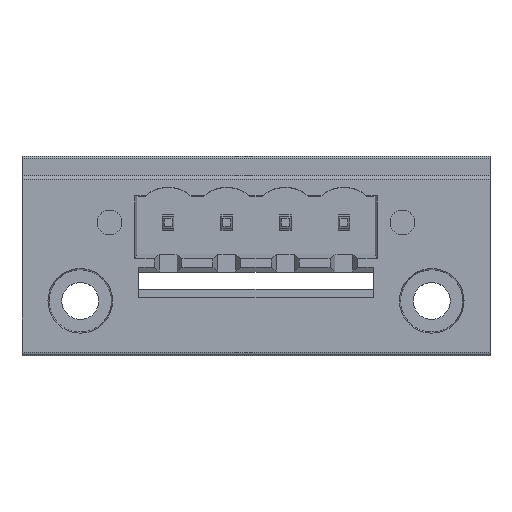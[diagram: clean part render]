
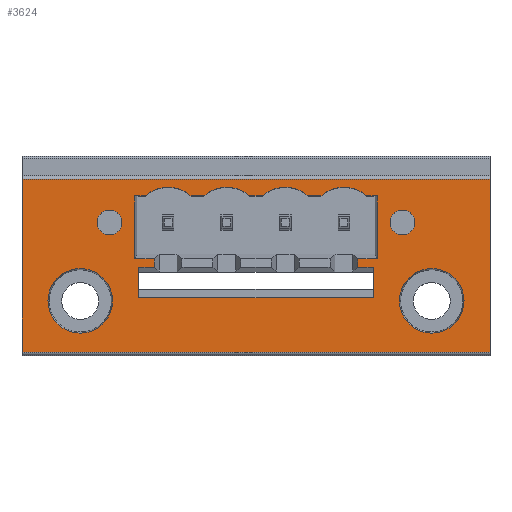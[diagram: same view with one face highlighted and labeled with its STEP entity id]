
A CAD part, top view. The second image highlights one B-rep face of the part: STEP entity #3624.
In plain terms, the highlighted planar face has unit normal (0, 0, 1).
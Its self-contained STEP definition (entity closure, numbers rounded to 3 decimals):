
#92=CIRCLE('',#3857,3.);
#98=CIRCLE('',#3870,3.);
#99=CIRCLE('',#3871,3.);
#100=CIRCLE('',#3872,3.);
#101=CIRCLE('',#3873,2.8);
#102=CIRCLE('',#3874,1.075);
#103=CIRCLE('',#3875,1.075);
#104=CIRCLE('',#3876,2.8);
#387=ORIENTED_EDGE('',*,*,#1360,.T.);
#388=ORIENTED_EDGE('',*,*,#1361,.F.);
#389=ORIENTED_EDGE('',*,*,#1362,.T.);
#390=ORIENTED_EDGE('',*,*,#1363,.T.);
#391=ORIENTED_EDGE('',*,*,#1364,.T.);
#392=ORIENTED_EDGE('',*,*,#1365,.T.);
#393=ORIENTED_EDGE('',*,*,#1366,.T.);
#394=ORIENTED_EDGE('',*,*,#1367,.T.);
#395=ORIENTED_EDGE('',*,*,#1368,.T.);
#396=ORIENTED_EDGE('',*,*,#1369,.T.);
#397=ORIENTED_EDGE('',*,*,#1370,.T.);
#398=ORIENTED_EDGE('',*,*,#1371,.T.);
#399=ORIENTED_EDGE('',*,*,#1372,.F.);
#400=ORIENTED_EDGE('',*,*,#1373,.F.);
#401=ORIENTED_EDGE('',*,*,#1374,.F.);
#402=ORIENTED_EDGE('',*,*,#1375,.T.);
#403=ORIENTED_EDGE('',*,*,#1376,.F.);
#404=ORIENTED_EDGE('',*,*,#1377,.F.);
#405=ORIENTED_EDGE('',*,*,#1378,.T.);
#406=ORIENTED_EDGE('',*,*,#1379,.T.);
#407=ORIENTED_EDGE('',*,*,#1380,.T.);
#408=ORIENTED_EDGE('',*,*,#1381,.T.);
#409=ORIENTED_EDGE('',*,*,#1318,.T.);
#410=ORIENTED_EDGE('',*,*,#1316,.T.);
#411=ORIENTED_EDGE('',*,*,#1382,.T.);
#412=ORIENTED_EDGE('',*,*,#1383,.T.);
#413=ORIENTED_EDGE('',*,*,#1384,.T.);
#414=ORIENTED_EDGE('',*,*,#1385,.T.);
#1316=EDGE_CURVE('',#1809,#1808,#2161,.T.);
#1318=EDGE_CURVE('',#1810,#1809,#92,.T.);
#1360=EDGE_CURVE('',#1843,#1844,#2199,.T.);
#1361=EDGE_CURVE('',#1845,#1844,#2200,.T.);
#1362=EDGE_CURVE('',#1845,#1846,#2201,.T.);
#1363=EDGE_CURVE('',#1846,#1843,#2202,.T.);
#1364=EDGE_CURVE('',#1808,#1847,#98,.T.);
#1365=EDGE_CURVE('',#1847,#1848,#2203,.T.);
#1366=EDGE_CURVE('',#1848,#1849,#99,.T.);
#1367=EDGE_CURVE('',#1849,#1850,#2204,.T.);
#1368=EDGE_CURVE('',#1850,#1851,#100,.T.);
#1369=EDGE_CURVE('',#1851,#1852,#2205,.T.);
#1370=EDGE_CURVE('',#1852,#1853,#2206,.T.);
#1371=EDGE_CURVE('',#1853,#1854,#2207,.T.);
#1372=EDGE_CURVE('',#1855,#1854,#2208,.T.);
#1373=EDGE_CURVE('',#1856,#1855,#2209,.T.);
#1374=EDGE_CURVE('',#1857,#1856,#2210,.T.);
#1375=EDGE_CURVE('',#1857,#1858,#2211,.T.);
#1376=EDGE_CURVE('',#1859,#1858,#2212,.T.);
#1377=EDGE_CURVE('',#1860,#1859,#2213,.T.);
#1378=EDGE_CURVE('',#1860,#1861,#2214,.T.);
#1379=EDGE_CURVE('',#1861,#1862,#2215,.T.);
#1380=EDGE_CURVE('',#1862,#1863,#2216,.T.);
#1381=EDGE_CURVE('',#1863,#1810,#2217,.T.);
#1382=EDGE_CURVE('',#1864,#1864,#101,.T.);
#1383=EDGE_CURVE('',#1865,#1865,#102,.T.);
#1384=EDGE_CURVE('',#1866,#1866,#103,.T.);
#1385=EDGE_CURVE('',#1867,#1867,#104,.T.);
#1808=VERTEX_POINT('',#5348);
#1809=VERTEX_POINT('',#5350);
#1810=VERTEX_POINT('',#5354);
#1843=VERTEX_POINT('',#5436);
#1844=VERTEX_POINT('',#5437);
#1845=VERTEX_POINT('',#5439);
#1846=VERTEX_POINT('',#5441);
#1847=VERTEX_POINT('',#5444);
#1848=VERTEX_POINT('',#5446);
#1849=VERTEX_POINT('',#5448);
#1850=VERTEX_POINT('',#5450);
#1851=VERTEX_POINT('',#5452);
#1852=VERTEX_POINT('',#5454);
#1853=VERTEX_POINT('',#5456);
#1854=VERTEX_POINT('',#5458);
#1855=VERTEX_POINT('',#5460);
#1856=VERTEX_POINT('',#5462);
#1857=VERTEX_POINT('',#5464);
#1858=VERTEX_POINT('',#5466);
#1859=VERTEX_POINT('',#5468);
#1860=VERTEX_POINT('',#5470);
#1861=VERTEX_POINT('',#5472);
#1862=VERTEX_POINT('',#5474);
#1863=VERTEX_POINT('',#5476);
#1864=VERTEX_POINT('',#5479);
#1865=VERTEX_POINT('',#5481);
#1866=VERTEX_POINT('',#5483);
#1867=VERTEX_POINT('',#5485);
#2161=LINE('',#5349,#2595);
#2199=LINE('',#5435,#2633);
#2200=LINE('',#5438,#2634);
#2201=LINE('',#5440,#2635);
#2202=LINE('',#5442,#2636);
#2203=LINE('',#5445,#2637);
#2204=LINE('',#5449,#2638);
#2205=LINE('',#5453,#2639);
#2206=LINE('',#5455,#2640);
#2207=LINE('',#5457,#2641);
#2208=LINE('',#5459,#2642);
#2209=LINE('',#5461,#2643);
#2210=LINE('',#5463,#2644);
#2211=LINE('',#5465,#2645);
#2212=LINE('',#5467,#2646);
#2213=LINE('',#5469,#2647);
#2214=LINE('',#5471,#2648);
#2215=LINE('',#5473,#2649);
#2216=LINE('',#5475,#2650);
#2217=LINE('',#5477,#2651);
#2595=VECTOR('',#4302,1000.);
#2633=VECTOR('',#4368,1000.);
#2634=VECTOR('',#4369,1000.);
#2635=VECTOR('',#4370,1000.);
#2636=VECTOR('',#4371,1000.);
#2637=VECTOR('',#4374,1000.);
#2638=VECTOR('',#4377,1000.);
#2639=VECTOR('',#4380,1000.);
#2640=VECTOR('',#4381,1000.);
#2641=VECTOR('',#4382,1000.);
#2642=VECTOR('',#4383,1000.);
#2643=VECTOR('',#4384,1000.);
#2644=VECTOR('',#4385,1000.);
#2645=VECTOR('',#4386,1000.);
#2646=VECTOR('',#4387,1000.);
#2647=VECTOR('',#4388,1000.);
#2648=VECTOR('',#4389,1000.);
#2649=VECTOR('',#4390,1000.);
#2650=VECTOR('',#4391,1000.);
#2651=VECTOR('',#4392,1000.);
#2984=EDGE_LOOP('',(#387,#388,#389,#390));
#2985=EDGE_LOOP('',(#391,#392,#393,#394,#395,#396,#397,#398,#399,#400,#401,
#402,#403,#404,#405,#406,#407,#408,#409,#410));
#2986=EDGE_LOOP('',(#411));
#2987=EDGE_LOOP('',(#412));
#2988=EDGE_LOOP('',(#413));
#2989=EDGE_LOOP('',(#414));
#3227=FACE_BOUND('',#2984,.T.);
#3228=FACE_BOUND('',#2985,.T.);
#3229=FACE_BOUND('',#2986,.T.);
#3230=FACE_BOUND('',#2987,.T.);
#3231=FACE_BOUND('',#2988,.T.);
#3232=FACE_BOUND('',#2989,.T.);
#3454=PLANE('',#3869);
#3624=ADVANCED_FACE('',(#3227,#3228,#3229,#3230,#3231,#3232),#3454,.F.);
#3857=AXIS2_PLACEMENT_3D('',#5353,#4306,#4307);
#3869=AXIS2_PLACEMENT_3D('',#5434,#4366,#4367);
#3870=AXIS2_PLACEMENT_3D('',#5443,#4372,#4373);
#3871=AXIS2_PLACEMENT_3D('',#5447,#4375,#4376);
#3872=AXIS2_PLACEMENT_3D('',#5451,#4378,#4379);
#3873=AXIS2_PLACEMENT_3D('',#5478,#4393,#4394);
#3874=AXIS2_PLACEMENT_3D('',#5480,#4395,#4396);
#3875=AXIS2_PLACEMENT_3D('',#5482,#4397,#4398);
#3876=AXIS2_PLACEMENT_3D('',#5484,#4399,#4400);
#4302=DIRECTION('',(1.,0.,0.));
#4306=DIRECTION('',(0.,0.,-1.));
#4307=DIRECTION('',(1.,0.,0.));
#4366=DIRECTION('',(0.,0.,-1.));
#4367=DIRECTION('',(0.,1.,0.));
#4368=DIRECTION('',(0.,-1.,0.));
#4369=DIRECTION('',(-1.,0.,0.));
#4370=DIRECTION('',(0.,1.,0.));
#4371=DIRECTION('',(-1.,0.,0.));
#4372=DIRECTION('',(0.,0.,-1.));
#4373=DIRECTION('',(1.,0.,0.));
#4374=DIRECTION('',(1.,0.,0.));
#4375=DIRECTION('',(0.,0.,-1.));
#4376=DIRECTION('',(1.,0.,0.));
#4377=DIRECTION('',(1.,0.,0.));
#4378=DIRECTION('',(0.,0.,-1.));
#4379=DIRECTION('',(1.,0.,0.));
#4380=DIRECTION('',(1.,0.,0.));
#4381=DIRECTION('',(0.,-1.,0.));
#4382=DIRECTION('',(-1.,0.,0.));
#4383=DIRECTION('',(0.,1.,0.));
#4384=DIRECTION('',(-1.,0.,0.));
#4385=DIRECTION('',(0.,1.,0.));
#4386=DIRECTION('',(-1.,0.,0.));
#4387=DIRECTION('',(0.,-1.,0.));
#4388=DIRECTION('',(-1.,0.,0.));
#4389=DIRECTION('',(0.,1.,0.));
#4390=DIRECTION('',(-1.,0.,0.));
#4391=DIRECTION('',(0.,1.,0.));
#4392=DIRECTION('',(1.,0.,0.));
#4393=DIRECTION('',(0.,0.,-1.));
#4394=DIRECTION('',(-1.,0.,0.));
#4395=DIRECTION('',(0.,0.,-1.));
#4396=DIRECTION('',(1.,0.,0.));
#4397=DIRECTION('',(0.,0.,-1.));
#4398=DIRECTION('',(1.,0.,0.));
#4399=DIRECTION('',(0.,0.,-1.));
#4400=DIRECTION('',(1.,0.,0.));
#5348=CARTESIAN_POINT('',(3.096,-1.45,6.2));
#5349=CARTESIAN_POINT('',(1.984,-1.45,6.2));
#5350=CARTESIAN_POINT('',(1.984,-1.45,6.2));
#5353=CARTESIAN_POINT('',(0.,-3.7,6.2));
#5354=CARTESIAN_POINT('',(-1.984,-1.45,6.2));
#5434=CARTESIAN_POINT('',(2.54,-15.,6.2));
#5435=CARTESIAN_POINT('',(-12.67,0.,6.2));
#5436=CARTESIAN_POINT('',(-12.67,0.,6.2));
#5437=CARTESIAN_POINT('',(-12.67,-15.,6.2));
#5438=CARTESIAN_POINT('',(2.54,-15.,6.2));
#5439=CARTESIAN_POINT('',(27.91,-15.,6.2));
#5440=CARTESIAN_POINT('',(27.91,-15.,6.2));
#5441=CARTESIAN_POINT('',(27.91,0.,6.2));
#5442=CARTESIAN_POINT('',(2.54,0.,6.2));
#5443=CARTESIAN_POINT('',(5.08,-3.7,6.2));
#5444=CARTESIAN_POINT('',(7.064,-1.45,6.2));
#5445=CARTESIAN_POINT('',(7.064,-1.45,6.2));
#5446=CARTESIAN_POINT('',(8.176,-1.45,6.2));
#5447=CARTESIAN_POINT('',(10.16,-3.7,6.2));
#5448=CARTESIAN_POINT('',(12.144,-1.45,6.2));
#5449=CARTESIAN_POINT('',(12.144,-1.45,6.2));
#5450=CARTESIAN_POINT('',(13.256,-1.45,6.2));
#5451=CARTESIAN_POINT('',(15.24,-3.7,6.2));
#5452=CARTESIAN_POINT('',(17.224,-1.45,6.2));
#5453=CARTESIAN_POINT('',(17.224,-1.45,6.2));
#5454=CARTESIAN_POINT('',(18.14,-1.45,6.2));
#5455=CARTESIAN_POINT('',(18.14,-15.,6.2));
#5456=CARTESIAN_POINT('',(18.14,-6.9,6.2));
#5457=CARTESIAN_POINT('',(2.54,-6.9,6.2));
#5458=CARTESIAN_POINT('',(16.44,-6.9,6.2));
#5459=CARTESIAN_POINT('',(16.44,-8.05,6.2));
#5460=CARTESIAN_POINT('',(16.44,-7.65,6.2));
#5461=CARTESIAN_POINT('',(2.54,-7.65,6.2));
#5462=CARTESIAN_POINT('',(17.78,-7.65,6.2));
#5463=CARTESIAN_POINT('',(17.78,-15.,6.2));
#5464=CARTESIAN_POINT('',(17.78,-10.3,6.2));
#5465=CARTESIAN_POINT('',(2.54,-10.3,6.2));
#5466=CARTESIAN_POINT('',(-2.54,-10.3,6.2));
#5467=CARTESIAN_POINT('',(-2.54,0.,6.2));
#5468=CARTESIAN_POINT('',(-2.54,-7.65,6.2));
#5469=CARTESIAN_POINT('',(2.54,-7.65,6.2));
#5470=CARTESIAN_POINT('',(-1.2,-7.65,6.2));
#5471=CARTESIAN_POINT('',(-1.2,-8.05,6.2));
#5472=CARTESIAN_POINT('',(-1.2,-6.9,6.2));
#5473=CARTESIAN_POINT('',(2.54,-6.9,6.2));
#5474=CARTESIAN_POINT('',(-2.9,-6.9,6.2));
#5475=CARTESIAN_POINT('',(-2.9,-15.,6.2));
#5476=CARTESIAN_POINT('',(-2.9,-1.45,6.2));
#5477=CARTESIAN_POINT('',(-2.54,-1.45,6.2));
#5478=CARTESIAN_POINT('',(22.86,-10.55,6.2));
#5479=CARTESIAN_POINT('',(20.06,-10.55,6.2));
#5480=CARTESIAN_POINT('',(20.32,-3.75,6.2));
#5481=CARTESIAN_POINT('',(21.395,-3.75,6.2));
#5482=CARTESIAN_POINT('',(-5.08,-3.75,6.2));
#5483=CARTESIAN_POINT('',(-4.005,-3.75,6.2));
#5484=CARTESIAN_POINT('',(-7.62,-10.55,6.2));
#5485=CARTESIAN_POINT('',(-4.82,-10.55,6.2));
